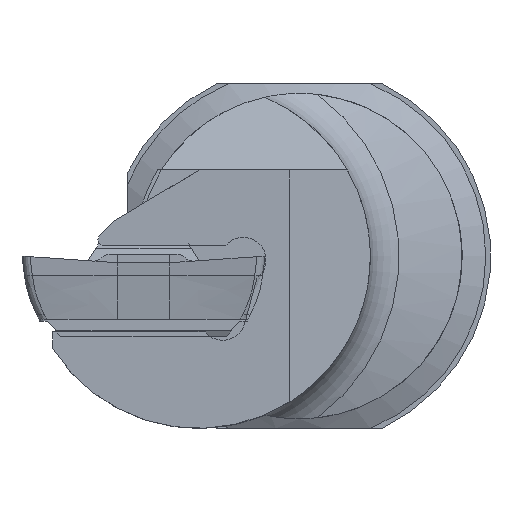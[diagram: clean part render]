
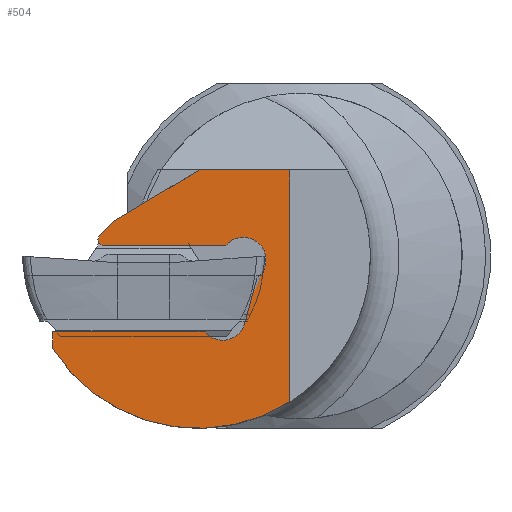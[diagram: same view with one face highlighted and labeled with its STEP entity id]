
A CAD part, front view. The second image highlights one B-rep face of the part: STEP entity #504.
In plain terms, the highlighted planar face has unit normal (0, -1, 0).
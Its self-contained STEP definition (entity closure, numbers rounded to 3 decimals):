
#101=PLANE('',#2071);
#227=LINE('',#2779,#366);
#228=LINE('',#2781,#367);
#229=LINE('',#2786,#368);
#230=LINE('',#2790,#369);
#231=LINE('',#2793,#370);
#232=LINE('',#2795,#371);
#233=LINE('',#2797,#372);
#234=LINE('',#2799,#373);
#366=VECTOR('',#2236,1.);
#367=VECTOR('',#2239,1.);
#368=VECTOR('',#2242,1.);
#369=VECTOR('',#2245,1.);
#370=VECTOR('',#2248,1.);
#371=VECTOR('',#2249,1.);
#372=VECTOR('',#2250,1.);
#373=VECTOR('',#2251,1.);
#504=ADVANCED_FACE('',(#616),#101,.F.);
#616=FACE_OUTER_BOUND('',#722,.T.);
#722=EDGE_LOOP('',(#897,#898,#899,#900,#901,#902,#903,#904,#905,#906,#907,
#908));
#841=CIRCLE('',#2067,1.183);
#842=CIRCLE('',#2068,1.183);
#843=CIRCLE('',#2069,9.);
#844=CIRCLE('',#2070,0.3);
#897=ORIENTED_EDGE('',*,*,#1694,.T.);
#898=ORIENTED_EDGE('',*,*,#1695,.F.);
#899=ORIENTED_EDGE('',*,*,#1696,.F.);
#900=ORIENTED_EDGE('',*,*,#1697,.F.);
#901=ORIENTED_EDGE('',*,*,#1698,.F.);
#902=ORIENTED_EDGE('',*,*,#1693,.F.);
#903=ORIENTED_EDGE('',*,*,#1699,.T.);
#904=ORIENTED_EDGE('',*,*,#1700,.F.);
#905=ORIENTED_EDGE('',*,*,#1701,.F.);
#906=ORIENTED_EDGE('',*,*,#1702,.T.);
#907=ORIENTED_EDGE('',*,*,#1703,.T.);
#908=ORIENTED_EDGE('',*,*,#1704,.T.);
#1489=VERTEX_POINT('',#2776);
#1490=VERTEX_POINT('',#2778);
#1491=VERTEX_POINT('',#2782);
#1492=VERTEX_POINT('',#2783);
#1493=VERTEX_POINT('',#2785);
#1494=VERTEX_POINT('',#2787);
#1495=VERTEX_POINT('',#2789);
#1496=VERTEX_POINT('',#2792);
#1497=VERTEX_POINT('',#2794);
#1498=VERTEX_POINT('',#2796);
#1499=VERTEX_POINT('',#2798);
#1500=VERTEX_POINT('',#2800);
#1693=EDGE_CURVE('',#1490,#1489,#227,.T.);
#1694=EDGE_CURVE('',#1491,#1492,#228,.T.);
#1695=EDGE_CURVE('',#1493,#1492,#841,.T.);
#1696=EDGE_CURVE('',#1494,#1493,#229,.T.);
#1697=EDGE_CURVE('',#1495,#1494,#842,.T.);
#1698=EDGE_CURVE('',#1489,#1495,#230,.T.);
#1699=EDGE_CURVE('',#1490,#1496,#843,.T.);
#1700=EDGE_CURVE('',#1497,#1496,#231,.T.);
#1701=EDGE_CURVE('',#1498,#1497,#232,.T.);
#1702=EDGE_CURVE('',#1498,#1499,#233,.T.);
#1703=EDGE_CURVE('',#1499,#1500,#234,.T.);
#1704=EDGE_CURVE('',#1500,#1491,#844,.T.);
#2067=AXIS2_PLACEMENT_3D('',#2784,#2240,#2241);
#2068=AXIS2_PLACEMENT_3D('',#2788,#2243,#2244);
#2069=AXIS2_PLACEMENT_3D('',#2791,#2246,#2247);
#2070=AXIS2_PLACEMENT_3D('',#2801,#2252,#2253);
#2071=AXIS2_PLACEMENT_3D('',#2802,#2254,#2255);
#2236=DIRECTION('',(0.,0.,1.));
#2239=DIRECTION('',(1.,0.,0.));
#2240=DIRECTION('',(0.,-1.,0.));
#2241=DIRECTION('',(0.,0.,1.));
#2242=DIRECTION('',(0.259,0.,0.966));
#2243=DIRECTION('',(0.,-1.,0.));
#2244=DIRECTION('',(0.,0.,1.));
#2245=DIRECTION('',(1.,0.,0.));
#2246=DIRECTION('',(0.,-1.,0.));
#2247=DIRECTION('',(0.,0.,1.));
#2248=DIRECTION('',(0.,0.,-1.));
#2249=DIRECTION('',(1.,0.,0.));
#2250=DIRECTION('',(-0.857,0.,-0.515));
#2251=DIRECTION('',(-0.707,0.,-0.707));
#2252=DIRECTION('',(0.,-1.,0.));
#2253=DIRECTION('',(0.,0.,1.));
#2254=DIRECTION('',(0.,1.,0.));
#2255=DIRECTION('',(0.,0.,1.));
#2776=CARTESIAN_POINT('',(1.6,0.3,-3.95));
#2778=CARTESIAN_POINT('',(1.6,0.3,-4.821));
#2779=CARTESIAN_POINT('',(1.6,0.3,0.));
#2781=CARTESIAN_POINT('',(0.,0.3,0.55));
#2782=CARTESIAN_POINT('',(4.27,0.3,0.55));
#2783=CARTESIAN_POINT('',(10.653,0.3,0.55));
#2784=CARTESIAN_POINT('',(11.569,0.3,-0.2));
#2785=CARTESIAN_POINT('',(12.27,0.3,-1.152));
#2786=CARTESIAN_POINT('',(11.737,0.3,-3.145));
#2787=CARTESIAN_POINT('',(11.635,0.3,-3.524));
#2788=CARTESIAN_POINT('',(10.492,0.3,-3.217));
#2789=CARTESIAN_POINT('',(9.563,0.3,-3.95));
#2790=CARTESIAN_POINT('',(0.,0.3,-3.95));
#2791=CARTESIAN_POINT('',(9.2,0.3,0.));
#2792=CARTESIAN_POINT('',(14.,0.3,-7.613));
#2793=CARTESIAN_POINT('',(14.,0.3,15.));
#2794=CARTESIAN_POINT('',(14.,0.3,4.5));
#2795=CARTESIAN_POINT('',(0.,0.3,4.5));
#2796=CARTESIAN_POINT('',(9.256,0.3,4.5));
#2797=CARTESIAN_POINT('',(0.469,0.3,-0.78));
#2798=CARTESIAN_POINT('',(4.846,0.3,1.85));
#2799=CARTESIAN_POINT('',(1.498,0.3,-1.498));
#2800=CARTESIAN_POINT('',(4.058,0.3,1.062));
#2801=CARTESIAN_POINT('',(4.27,0.3,0.85));
#2802=CARTESIAN_POINT('',(0.,0.3,0.));
